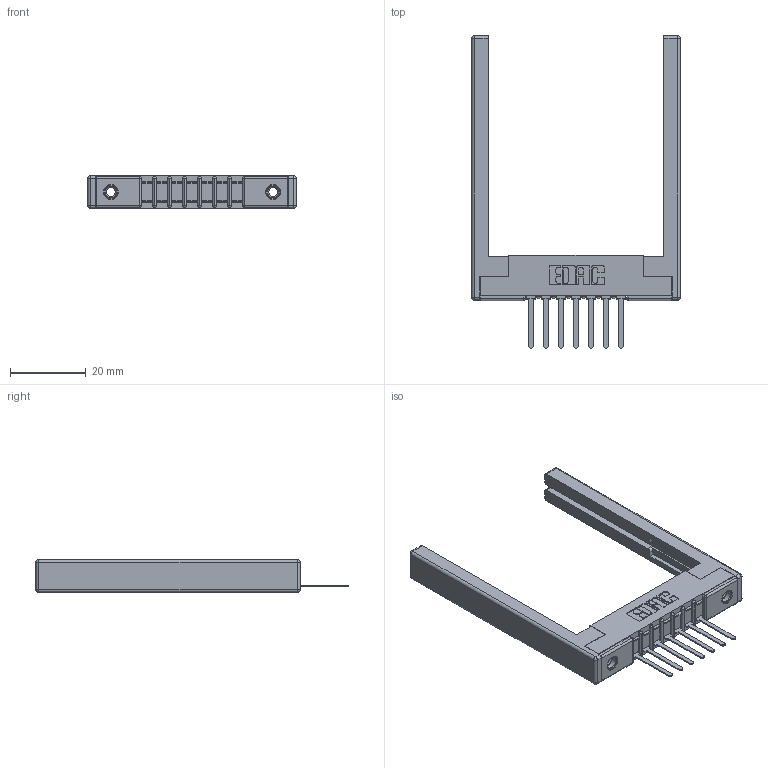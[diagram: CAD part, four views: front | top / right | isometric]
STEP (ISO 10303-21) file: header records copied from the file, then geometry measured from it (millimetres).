
FILE_DESCRIPTION (( 'STEP AP203' ), '1' );
FILE_NAME ('357-007-441-168.STEP', '2020-09-30T02:26:18', ( '' ), ( '' ), 'SwSTEP 2.0', 'SolidWorks 2020', '' );
FILE_SCHEMA (( 'CONFIG_CONTROL_DESIGN' ));
Length unit declared in the file: inch
Products named in the file (5): 357-007-441-168; 307-220-068; 345-250-001_345-250-001-102; 307 Part_.156 Dia Mounting Holes; 307-290-002_541
Assembly tree (12 placements, depth 2):
  357-007-441-168
    307 Part_.156 Dia Mounting Holes
    307-290-002_541  x7
    307-220-068  x2
    345-250-001_345-250-001-102  x2
Bounding box: 55.17 x 82.55 x 8.71 mm (x, y, z)
Volume: 8212.8 mm3; surface area: 9951.9 mm2
Topology: 12 solids, 12 shells, 798 faces, 2337 edges, 1514 vertices
Faces by surface type: plane 473, cylinder 285, sphere 24, cone 12, torus 4
Entity records: 13793 total; most frequent: CARTESIAN_POINT 2285, ORIENTED_EDGE 2264, DIRECTION 2254, EDGE_CURVE 1132, LINE 848, VECTOR 848, VERTEX_POINT 734, AXIS2_PLACEMENT_3D 703
